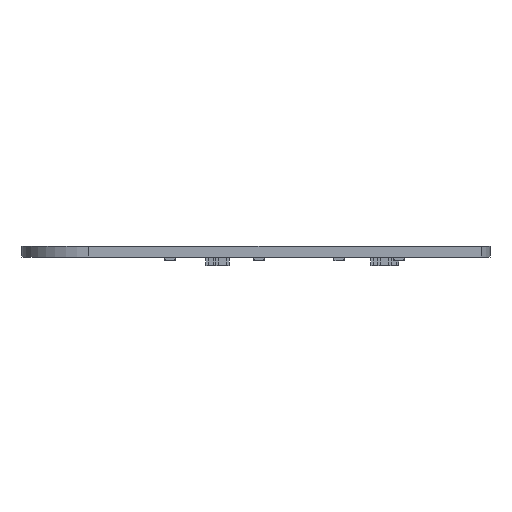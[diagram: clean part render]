
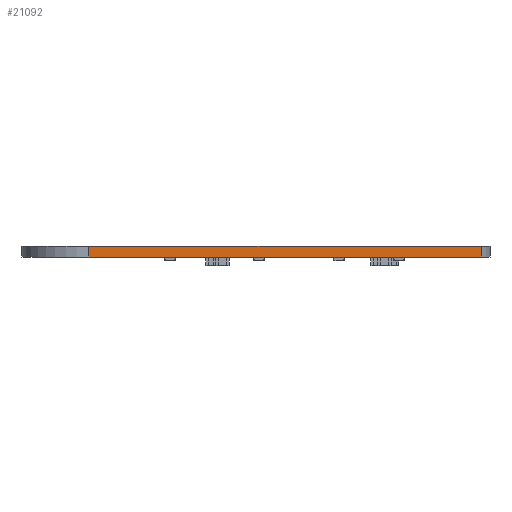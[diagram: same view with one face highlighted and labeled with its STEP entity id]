
A CAD part, left-side view. The second image highlights one B-rep face of the part: STEP entity #21092.
In plain terms, the highlighted planar face has unit normal (-1, 0, 0).
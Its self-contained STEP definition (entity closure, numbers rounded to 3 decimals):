
#19119 = PLANE('',#19120);
#19120 = AXIS2_PLACEMENT_3D('',#19121,#19122,#19123);
#19121 = CARTESIAN_POINT('',(130.185,-58.101,1.6));
#19122 = DIRECTION('',(0.,0.,1.));
#19123 = DIRECTION('',(1.,0.,0.));
#19173 = PLANE('',#19174);
#19174 = AXIS2_PLACEMENT_3D('',#19175,#19176,#19177);
#19175 = CARTESIAN_POINT('',(130.185,-58.101,0.));
#19176 = DIRECTION('',(0.,0.,1.));
#19177 = DIRECTION('',(1.,0.,0.));
#19370 = VERTEX_POINT('',#19371);
#19371 = CARTESIAN_POINT('',(80.,-31.318,0.));
#19386 = CYLINDRICAL_SURFACE('',#19387,10.);
#19387 = AXIS2_PLACEMENT_3D('',#19388,#19389,#19390);
#19388 = CARTESIAN_POINT('',(90.,-31.318,0.));
#19389 = DIRECTION('',(0.,0.,-1.));
#19390 = DIRECTION('',(1.,0.,0.));
#19398 = EDGE_CURVE('',#19370,#19399,#19401,.T.);
#19399 = VERTEX_POINT('',#19400);
#19400 = CARTESIAN_POINT('',(80.,-90.,0.));
#19401 = SURFACE_CURVE('',#19402,(#19406,#19413),.PCURVE_S1.);
#19402 = LINE('',#19403,#19404);
#19403 = CARTESIAN_POINT('',(80.,-31.318,0.));
#19404 = VECTOR('',#19405,1.);
#19405 = DIRECTION('',(0.,-1.,0.));
#19406 = PCURVE('',#19173,#19407);
#19407 = DEFINITIONAL_REPRESENTATION('',(#19408),#19412);
#19408 = LINE('',#19409,#19410);
#19409 = CARTESIAN_POINT('',(-50.185,26.783));
#19410 = VECTOR('',#19411,1.);
#19411 = DIRECTION('',(0.,-1.));
#19412 = ( GEOMETRIC_REPRESENTATION_CONTEXT(2) 
PARAMETRIC_REPRESENTATION_CONTEXT() REPRESENTATION_CONTEXT('2D SPACE',''
  ) );
#19413 = PCURVE('',#19414,#19419);
#19414 = PLANE('',#19415);
#19415 = AXIS2_PLACEMENT_3D('',#19416,#19417,#19418);
#19416 = CARTESIAN_POINT('',(80.,-31.318,0.));
#19417 = DIRECTION('',(1.,0.,0.));
#19418 = DIRECTION('',(0.,-1.,0.));
#19419 = DEFINITIONAL_REPRESENTATION('',(#19420),#19424);
#19420 = LINE('',#19421,#19422);
#19421 = CARTESIAN_POINT('',(0.,0.));
#19422 = VECTOR('',#19423,1.);
#19423 = DIRECTION('',(1.,0.));
#19424 = ( GEOMETRIC_REPRESENTATION_CONTEXT(2) 
PARAMETRIC_REPRESENTATION_CONTEXT() REPRESENTATION_CONTEXT('2D SPACE',''
  ) );
#19442 = PLANE('',#19443);
#19443 = AXIS2_PLACEMENT_3D('',#19444,#19445,#19446);
#19444 = CARTESIAN_POINT('',(80.,-90.,0.));
#19445 = DIRECTION('',(0.,1.,0.));
#19446 = DIRECTION('',(1.,0.,0.));
#20246 = VERTEX_POINT('',#20247);
#20247 = CARTESIAN_POINT('',(80.,-31.318,1.6));
#20269 = EDGE_CURVE('',#20246,#20270,#20272,.T.);
#20270 = VERTEX_POINT('',#20271);
#20271 = CARTESIAN_POINT('',(80.,-90.,1.6));
#20272 = SURFACE_CURVE('',#20273,(#20277,#20284),.PCURVE_S1.);
#20273 = LINE('',#20274,#20275);
#20274 = CARTESIAN_POINT('',(80.,-31.318,1.6));
#20275 = VECTOR('',#20276,1.);
#20276 = DIRECTION('',(0.,-1.,0.));
#20277 = PCURVE('',#19119,#20278);
#20278 = DEFINITIONAL_REPRESENTATION('',(#20279),#20283);
#20279 = LINE('',#20280,#20281);
#20280 = CARTESIAN_POINT('',(-50.185,26.783));
#20281 = VECTOR('',#20282,1.);
#20282 = DIRECTION('',(0.,-1.));
#20283 = ( GEOMETRIC_REPRESENTATION_CONTEXT(2) 
PARAMETRIC_REPRESENTATION_CONTEXT() REPRESENTATION_CONTEXT('2D SPACE',''
  ) );
#20284 = PCURVE('',#19414,#20285);
#20285 = DEFINITIONAL_REPRESENTATION('',(#20286),#20290);
#20286 = LINE('',#20287,#20288);
#20287 = CARTESIAN_POINT('',(0.,-1.6));
#20288 = VECTOR('',#20289,1.);
#20289 = DIRECTION('',(1.,0.));
#20290 = ( GEOMETRIC_REPRESENTATION_CONTEXT(2) 
PARAMETRIC_REPRESENTATION_CONTEXT() REPRESENTATION_CONTEXT('2D SPACE',''
  ) );
#21044 = EDGE_CURVE('',#19370,#20246,#21045,.T.);
#21045 = SURFACE_CURVE('',#21046,(#21050,#21057),.PCURVE_S1.);
#21046 = LINE('',#21047,#21048);
#21047 = CARTESIAN_POINT('',(80.,-31.318,0.));
#21048 = VECTOR('',#21049,1.);
#21049 = DIRECTION('',(0.,0.,1.));
#21050 = PCURVE('',#19386,#21051);
#21051 = DEFINITIONAL_REPRESENTATION('',(#21052),#21056);
#21052 = LINE('',#21053,#21054);
#21053 = CARTESIAN_POINT('',(-3.142,0.));
#21054 = VECTOR('',#21055,1.);
#21055 = DIRECTION('',(0.,-1.));
#21056 = ( GEOMETRIC_REPRESENTATION_CONTEXT(2) 
PARAMETRIC_REPRESENTATION_CONTEXT() REPRESENTATION_CONTEXT('2D SPACE',''
  ) );
#21057 = PCURVE('',#19414,#21058);
#21058 = DEFINITIONAL_REPRESENTATION('',(#21059),#21063);
#21059 = LINE('',#21060,#21061);
#21060 = CARTESIAN_POINT('',(0.,0.));
#21061 = VECTOR('',#21062,1.);
#21062 = DIRECTION('',(0.,-1.));
#21063 = ( GEOMETRIC_REPRESENTATION_CONTEXT(2) 
PARAMETRIC_REPRESENTATION_CONTEXT() REPRESENTATION_CONTEXT('2D SPACE',''
  ) );
#21069 = EDGE_CURVE('',#19399,#20270,#21070,.T.);
#21070 = SURFACE_CURVE('',#21071,(#21075,#21082),.PCURVE_S1.);
#21071 = LINE('',#21072,#21073);
#21072 = CARTESIAN_POINT('',(80.,-90.,0.));
#21073 = VECTOR('',#21074,1.);
#21074 = DIRECTION('',(0.,0.,1.));
#21075 = PCURVE('',#19442,#21076);
#21076 = DEFINITIONAL_REPRESENTATION('',(#21077),#21081);
#21077 = LINE('',#21078,#21079);
#21078 = CARTESIAN_POINT('',(0.,0.));
#21079 = VECTOR('',#21080,1.);
#21080 = DIRECTION('',(0.,-1.));
#21081 = ( GEOMETRIC_REPRESENTATION_CONTEXT(2) 
PARAMETRIC_REPRESENTATION_CONTEXT() REPRESENTATION_CONTEXT('2D SPACE',''
  ) );
#21082 = PCURVE('',#19414,#21083);
#21083 = DEFINITIONAL_REPRESENTATION('',(#21084),#21088);
#21084 = LINE('',#21085,#21086);
#21085 = CARTESIAN_POINT('',(58.682,0.));
#21086 = VECTOR('',#21087,1.);
#21087 = DIRECTION('',(0.,-1.));
#21088 = ( GEOMETRIC_REPRESENTATION_CONTEXT(2) 
PARAMETRIC_REPRESENTATION_CONTEXT() REPRESENTATION_CONTEXT('2D SPACE',''
  ) );
#21092 = ADVANCED_FACE('',(#21093),#19414,.F.);
#21093 = FACE_BOUND('',#21094,.F.);
#21094 = EDGE_LOOP('',(#21095,#21096,#21097,#21098));
#21095 = ORIENTED_EDGE('',*,*,#21044,.T.);
#21096 = ORIENTED_EDGE('',*,*,#20269,.T.);
#21097 = ORIENTED_EDGE('',*,*,#21069,.F.);
#21098 = ORIENTED_EDGE('',*,*,#19398,.F.);
